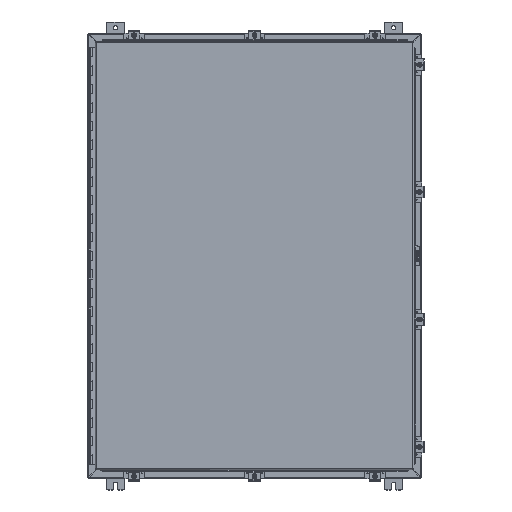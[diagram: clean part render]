
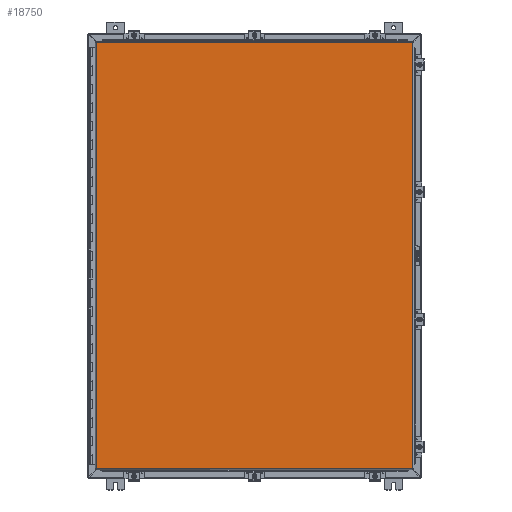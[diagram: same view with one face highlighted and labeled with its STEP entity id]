
A CAD part, top view. The second image highlights one B-rep face of the part: STEP entity #18750.
In plain terms, the highlighted face is planar.
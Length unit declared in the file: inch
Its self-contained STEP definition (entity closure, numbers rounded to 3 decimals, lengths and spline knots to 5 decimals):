
#214 = CARTESIAN_POINT ( 'NONE',  ( 17.08225, 22.9885, 0. ) ) ;
#272 = DIRECTION ( 'NONE',  ( 0., -1., 0. ) ) ;
#4550 = CARTESIAN_POINT ( 'NONE',  ( 17.08225, -22.9885, 0. ) ) ;
#5023 = LINE ( 'NONE', #10656, #25175 ) ;
#9342 = VECTOR ( 'NONE', #272, 39.37008 ) ;
#10531 = DIRECTION ( 'NONE',  ( 1., 0., 0. ) ) ;
#10656 = CARTESIAN_POINT ( 'NONE',  ( -17.08225, 22.9885, 0. ) ) ;
#12055 = LINE ( 'NONE', #14514, #43261 ) ;
#12249 = EDGE_CURVE ( 'NONE', #37746, #29513, #51236, .T. ) ;
#14190 = VECTOR ( 'NONE', #37306, 39.37008 ) ;
#14514 = CARTESIAN_POINT ( 'NONE',  ( -17.08225, -22.9885, 0. ) ) ;
#14696 = EDGE_CURVE ( 'NONE', #27551, #37746, #5023, .T. ) ;
#15157 = DIRECTION ( 'NONE',  ( 0., 1., 0. ) ) ;
#17194 = EDGE_LOOP ( 'NONE', ( #43709, #25582, #24230, #17938 ) ) ;
#17938 = ORIENTED_EDGE ( 'NONE', *, *, #30817, .T. ) ;
#18750 = ADVANCED_FACE ( 'NONE', ( #38319 ), #43909, .F. ) ;
#20354 = EDGE_CURVE ( 'NONE', #24054, #27551, #12055, .T. ) ;
#20481 = CARTESIAN_POINT ( 'NONE',  ( -17.08225, -22.9885, 0. ) ) ;
#21003 = AXIS2_PLACEMENT_3D ( 'NONE', #44950, #45198, #45356 ) ;
#24054 = VERTEX_POINT ( 'NONE', #20481 ) ;
#24230 = ORIENTED_EDGE ( 'NONE', *, *, #12249, .T. ) ;
#25175 = VECTOR ( 'NONE', #10531, 39.37008 ) ;
#25582 = ORIENTED_EDGE ( 'NONE', *, *, #14696, .T. ) ;
#25611 = CARTESIAN_POINT ( 'NONE',  ( 17.08225, -22.9885, 0. ) ) ;
#27551 = VERTEX_POINT ( 'NONE', #27583 ) ;
#27583 = CARTESIAN_POINT ( 'NONE',  ( -17.08225, 22.9885, 0. ) ) ;
#29513 = VERTEX_POINT ( 'NONE', #4550 ) ;
#30817 = EDGE_CURVE ( 'NONE', #29513, #24054, #37158, .T. ) ;
#32064 = CARTESIAN_POINT ( 'NONE',  ( 17.08225, 22.9885, 0. ) ) ;
#37158 = LINE ( 'NONE', #25611, #14190 ) ;
#37306 = DIRECTION ( 'NONE',  ( -1., 0., 0. ) ) ;
#37746 = VERTEX_POINT ( 'NONE', #32064 ) ;
#38319 = FACE_OUTER_BOUND ( 'NONE', #17194, .T. ) ;
#43261 = VECTOR ( 'NONE', #15157, 39.37008 ) ;
#43709 = ORIENTED_EDGE ( 'NONE', *, *, #20354, .T. ) ;
#43909 = PLANE ( 'NONE',  #21003 ) ;
#44950 = CARTESIAN_POINT ( 'NONE',  ( 0., 0., 0. ) ) ;
#45198 = DIRECTION ( 'NONE',  ( 0., 0., 1. ) ) ;
#45356 = DIRECTION ( 'NONE',  ( 1., 0., 0. ) ) ;
#51236 = LINE ( 'NONE', #214, #9342 ) ;
